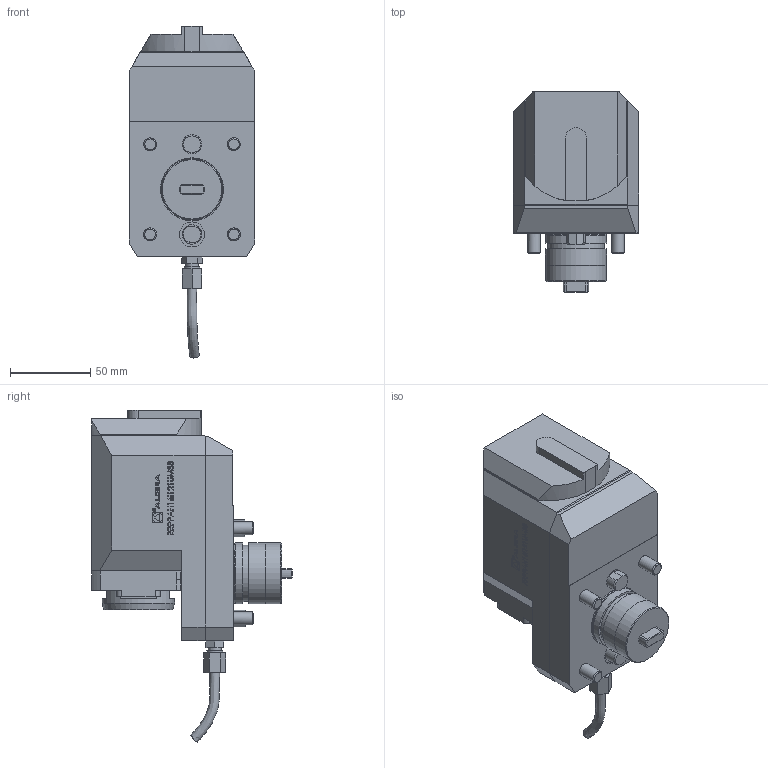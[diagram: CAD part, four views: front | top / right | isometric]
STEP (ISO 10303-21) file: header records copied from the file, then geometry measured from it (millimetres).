
FILE_DESCRIPTION (( 'STEP AP214' ), '1' );
FILE_NAME ('RRPPAH16I121UM38.STEP', '2025-09-25T12:23:47', ( '' ), ( '' ), 'SwSTEP 2.0', 'SolidWorks 2023', '' );
FILE_SCHEMA (( 'AUTOMOTIVE_DESIGN' ));
Length unit declared in the file: millimetre
Products named in the file (1): RRPPAH16I121UM38
Bounding box: 78 x 124.7 x 206.29 mm (x, y, z)
Volume: 798295.8 mm3; surface area: 62937.3 mm2
Topology: 1 solids, 1 shells, 500 faces, 1289 edges, 851 vertices
Faces by surface type: plane 343, bspline 82, cylinder 58, cone 15, torus 2
Full cylindrical faces by diameter (mm): 1.7 x1, 2.1 x1, 6.366 x1, 8 x4, 8.15 x1, 9.8 x1, 12 x1, 35 x1, 37.6 x1, 37.9 x1, 38 x2, 45 x1
Entity records: 22865 total; most frequent: CARTESIAN_POINT 7762, ORIENTED_EDGE 2502, DIRECTION 2059, EDGE_CURVE 1251, VECTOR 919, LINE 919, VERTEX_POINT 842, EDGE_LOOP 589
